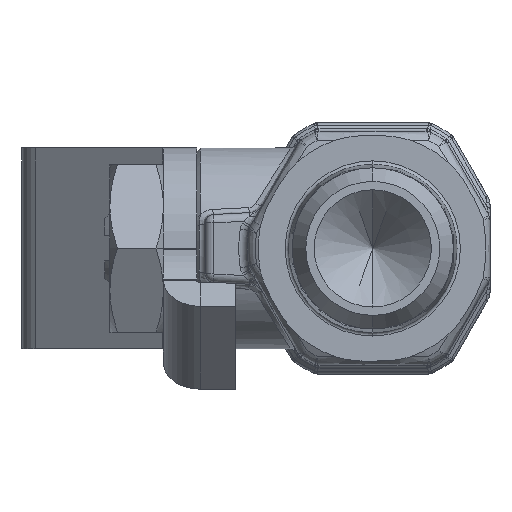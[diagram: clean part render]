
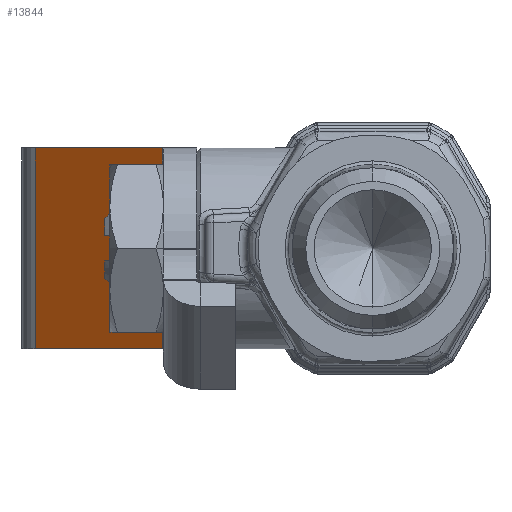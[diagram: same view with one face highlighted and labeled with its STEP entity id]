
A CAD part, left-side view. The second image highlights one B-rep face of the part: STEP entity #13844.
In plain terms, the highlighted planar face has unit normal (-0.766, 0.643, 0).
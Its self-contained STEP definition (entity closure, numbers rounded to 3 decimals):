
#267 = CARTESIAN_POINT ( 'NONE',  ( 13.358, 12.571, 6. ) ) ;
#368 = ORIENTED_EDGE ( 'NONE', *, *, #9446, .F. ) ;
#426 = CARTESIAN_POINT ( 'NONE',  ( 19.726, 20.16, -6. ) ) ;
#743 = DIRECTION ( 'NONE',  ( 0., 0., 1. ) ) ;
#815 = ORIENTED_EDGE ( 'NONE', *, *, #15044, .F. ) ;
#1673 = EDGE_CURVE ( 'Defeature completata1_368+Defeature completata1_370+Defeature completata1_372+Defeature completata1_363', #6856, #6439, #7315, .T. ) ;
#1910 = CARTESIAN_POINT ( 'NONE',  ( 13.358, 12.571, 6. ) ) ;
#1917 = LINE ( 'NONE', #1910, #7720 ) ;
#3310 = ORIENTED_EDGE ( 'NONE', *, *, #3934, .F. ) ;
#3826 = CARTESIAN_POINT ( 'NONE',  ( 8.801, 7.141, 0. ) ) ;
#3934 = EDGE_CURVE ( 'Defeature completata1_367+Defeature completata1_370+Defeature completata1_364+Defeature completata1_371', #9372, #11161, #10731, .T. ) ;
#4229 = VECTOR ( 'NONE', #9193, 1000. ) ;
#4550 = DIRECTION ( 'NONE',  ( 0.643, 0.766, 0. ) ) ;
#4593 = VECTOR ( 'NONE', #4550, 1000. ) ;
#4806 = LINE ( 'NONE', #7678, #10586 ) ;
#6439 = VERTEX_POINT ( 'NONE', #267 ) ;
#6856 = VERTEX_POINT ( 'NONE', #11516 ) ;
#7315 = LINE ( 'NONE', #10397, #4229 ) ;
#7678 = CARTESIAN_POINT ( 'NONE',  ( 19.726, 20.16, 6. ) ) ;
#7720 = VECTOR ( 'NONE', #14670, 1000. ) ;
#9151 = AXIS2_PLACEMENT_3D ( 'NONE', #3826, #9565, #13035 ) ;
#9193 = DIRECTION ( 'NONE',  ( -0.643, -0.766, 0. ) ) ;
#9372 = VERTEX_POINT ( 'NONE', #13311 ) ;
#9446 = EDGE_CURVE ( 'Defeature completata1_366+Defeature completata1_370+Defeature completata1_363+Defeature completata1_364', #6439, #9372, #1917, .T. ) ;
#9565 = DIRECTION ( 'NONE',  ( -0.766, 0.643, 0. ) ) ;
#10397 = CARTESIAN_POINT ( 'NONE',  ( 13.298, 12.5, 6. ) ) ;
#10586 = VECTOR ( 'NONE', #743, 1000. ) ;
#10719 = PLANE ( 'NONE',  #9151 ) ;
#10731 = LINE ( 'NONE', #12612, #4593 ) ;
#11161 = VERTEX_POINT ( 'NONE', #426 ) ;
#11516 = CARTESIAN_POINT ( 'NONE',  ( 19.726, 20.16, 6. ) ) ;
#12612 = CARTESIAN_POINT ( 'NONE',  ( 19.726, 20.16, -6. ) ) ;
#13035 = DIRECTION ( 'NONE',  ( 0.643, 0.766, 0. ) ) ;
#13311 = CARTESIAN_POINT ( 'NONE',  ( 13.358, 12.571, -6. ) ) ;
#13539 = EDGE_LOOP ( 'NONE', ( #3310, #368, #14340, #815 ) ) ;
#13844 = ADVANCED_FACE ( 'Defeature completata1_370', ( #15024 ), #10719, .T. ) ;
#14340 = ORIENTED_EDGE ( 'NONE', *, *, #1673, .F. ) ;
#14670 = DIRECTION ( 'NONE',  ( 0., 0., -1. ) ) ;
#15024 = FACE_OUTER_BOUND ( 'NONE', #13539, .T. ) ;
#15044 = EDGE_CURVE ( 'Defeature completata1_373+Defeature completata1_370+Defeature completata1_371+Defeature completata1_372', #11161, #6856, #4806, .T. ) ;
